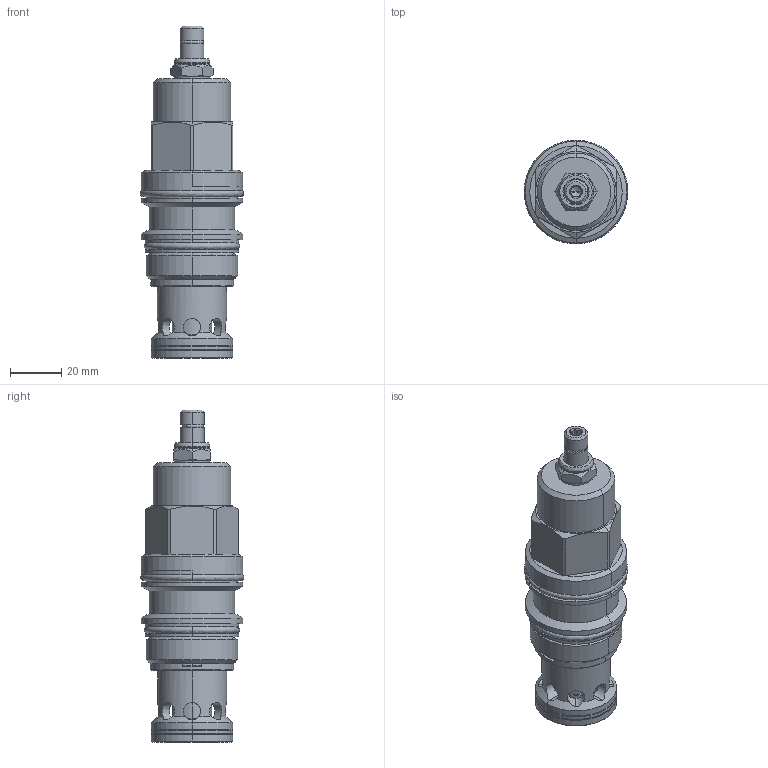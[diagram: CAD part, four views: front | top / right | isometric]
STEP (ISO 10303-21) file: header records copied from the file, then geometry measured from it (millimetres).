
FILE_DESCRIPTION((''),'2;1');
FILE_NAME('RSHS-LAN_PRT','2013-09-11T',('Administrator'),(''),'PRO/ENGINEER BY PARAMETRIC TECHNOLOGY CORPORATION, 2006240','PRO/ENGINEER BY PARAMETRIC TECHNOLOGY CORPORATION, 2006240','');
FILE_SCHEMA(('CONFIG_CONTROL_DESIGN'));
Length unit declared in the file: inch
Products named in the file (1): RSHS-LAN_PRT
Bounding box: 40.36 x 40.34 x 129.39 mm (x, y, z)
Volume: 83912.3 mm3; surface area: 27835.2 mm2
Topology: 5 solids, 5 shells, 315 faces, 756 edges, 451 vertices
Faces by surface type: cylinder 123, cone 76, plane 72, torus 26, bspline 8, revolution 8, sphere 2
Entity records: 12393 total; most frequent: CARTESIAN_POINT 5029, DIRECTION 1606, ORIENTED_EDGE 1496, EDGE_CURVE 748, AXIS2_PLACEMENT_3D 671, VERTEX_POINT 451, CIRCLE 372, EDGE_LOOP 347
